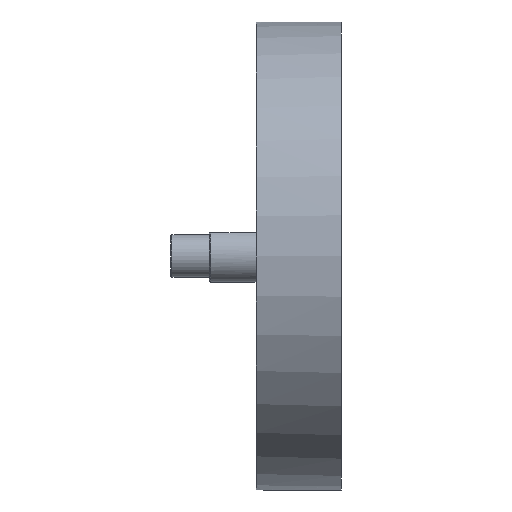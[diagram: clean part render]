
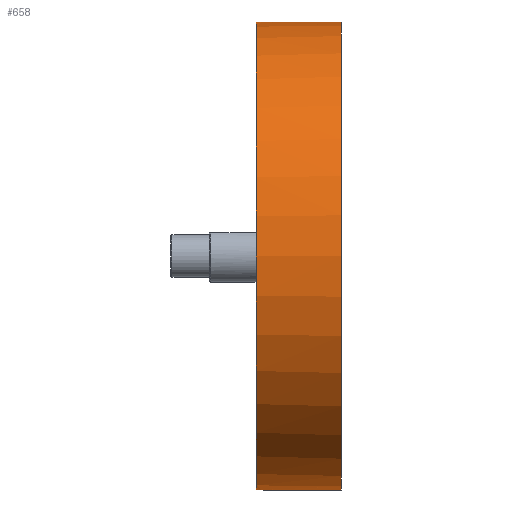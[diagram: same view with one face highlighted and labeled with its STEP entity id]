
A CAD part, left-side view. The second image highlights one B-rep face of the part: STEP entity #658.
In plain terms, the highlighted cylindrical face has radius 34.95 mm (diameter 69.9 mm), a partial arc.
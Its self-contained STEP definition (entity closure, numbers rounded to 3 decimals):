
#20 = EDGE_CURVE ( 'NONE', #241, #1417, #1304, .T. ) ;
#26 = VECTOR ( 'NONE', #1947, 1000. ) ;
#31 = CARTESIAN_POINT ( 'NONE',  ( -0.615, -0.8, 34.945 ) ) ;
#32 = VERTEX_POINT ( 'NONE', #202 ) ;
#58 = CARTESIAN_POINT ( 'NONE',  ( 0., 0., 0. ) ) ;
#145 = ORIENTED_EDGE ( 'NONE', *, *, #1748, .T. ) ;
#167 = DIRECTION ( 'NONE',  ( 0., 0., 1. ) ) ;
#189 = CARTESIAN_POINT ( 'NONE',  ( -0.799, -0.615, 34.941 ) ) ;
#197 = EDGE_CURVE ( 'NONE', #468, #1270, #1819, .T. ) ;
#202 = CARTESIAN_POINT ( 'NONE',  ( -1., 0., 34.936 ) ) ;
#215 = CARTESIAN_POINT ( 'NONE',  ( -0.262, -0.974, 34.949 ) ) ;
#241 = VERTEX_POINT ( 'NONE', #2246 ) ;
#243 = CARTESIAN_POINT ( 'NONE',  ( 0., -12.7, -34.95 ) ) ;
#280 = CARTESIAN_POINT ( 'NONE',  ( 0., -12.7, 34.95 ) ) ;
#411 = DIRECTION ( 'NONE',  ( 0., 1., 0. ) ) ;
#413 = CARTESIAN_POINT ( 'NONE',  ( 0., -1., 34.95 ) ) ;
#438 = CYLINDRICAL_SURFACE ( 'NONE', #545, 34.95 ) ;
#467 = AXIS2_PLACEMENT_3D ( 'NONE', #58, #481, #1641 ) ;
#468 = VERTEX_POINT ( 'NONE', #280 ) ;
#470 = CARTESIAN_POINT ( 'NONE',  ( 0., -12.7, 0. ) ) ;
#474 = CARTESIAN_POINT ( 'NONE',  ( -1., -0.132, 34.936 ) ) ;
#481 = DIRECTION ( 'NONE',  ( 0., 1., 0. ) ) ;
#490 = CARTESIAN_POINT ( 'NONE',  ( 0., -12.7, 34.95 ) ) ;
#494 = CARTESIAN_POINT ( 'NONE',  ( -0.503, -0.874, -34.947 ) ) ;
#545 = AXIS2_PLACEMENT_3D ( 'NONE', #470, #411, #1707 ) ;
#611 = ORIENTED_EDGE ( 'NONE', *, *, #2161, .F. ) ;
#651 = CARTESIAN_POINT ( 'NONE',  ( -1., 0., 34.936 ) ) ;
#658 = ADVANCED_FACE ( 'NONE', ( #689 ), #438, .T. ) ;
#664 = EDGE_CURVE ( 'NONE', #1256, #1417, #2019, .T. ) ;
#689 = FACE_OUTER_BOUND ( 'NONE', #1586, .T. ) ;
#743 = DIRECTION ( 'NONE',  ( 0., 1., 0. ) ) ;
#751 = ORIENTED_EDGE ( 'NONE', *, *, #197, .T. ) ;
#779 = CARTESIAN_POINT ( 'NONE',  ( 0., -1., -34.95 ) ) ;
#827 = CARTESIAN_POINT ( 'NONE',  ( -0.874, -0.504, -34.939 ) ) ;
#1129 = CARTESIAN_POINT ( 'NONE',  ( -0.615, -0.8, -34.945 ) ) ;
#1142 = ORIENTED_EDGE ( 'NONE', *, *, #664, .F. ) ;
#1150 = CARTESIAN_POINT ( 'NONE',  ( 0., -1., -34.95 ) ) ;
#1175 = B_SPLINE_CURVE_WITH_KNOTS ( 'NONE', 3,
 ( #651, #474, #1749, #1492, #189, #31, #1835, #215, #1357, #2306 ),
 .UNSPECIFIED., .F., .F.,
 ( 4, 2, 2, 2, 4 ),
 ( 0., 0., 0.001, 0.001, 0.002 ),
 .UNSPECIFIED. ) ;
#1256 = VERTEX_POINT ( 'NONE', #1987 ) ;
#1270 = VERTEX_POINT ( 'NONE', #413 ) ;
#1304 = B_SPLINE_CURVE_WITH_KNOTS ( 'NONE', 3,
 ( #1433, #1345, #2083, #827, #1788, #1129, #494, #1623, #1979, #1150 ),
 .UNSPECIFIED., .F., .F.,
 ( 4, 2, 2, 2, 4 ),
 ( 0., 0., 0.001, 0.001, 0.002 ),
 .UNSPECIFIED. ) ;
#1345 = CARTESIAN_POINT ( 'NONE',  ( -1., -0.132, -34.936 ) ) ;
#1357 = CARTESIAN_POINT ( 'NONE',  ( -0.13, -1., 34.95 ) ) ;
#1417 = VERTEX_POINT ( 'NONE', #779 ) ;
#1432 = CARTESIAN_POINT ( 'NONE',  ( 0., -12.7, 0. ) ) ;
#1433 = CARTESIAN_POINT ( 'NONE',  ( -1., 0., -34.936 ) ) ;
#1492 = CARTESIAN_POINT ( 'NONE',  ( -0.874, -0.504, 34.939 ) ) ;
#1502 = ORIENTED_EDGE ( 'NONE', *, *, #20, .T. ) ;
#1547 = CIRCLE ( 'NONE', #467, 34.95 ) ;
#1586 = EDGE_LOOP ( 'NONE', ( #1142, #145, #751, #611, #2160, #1502 ) ) ;
#1623 = CARTESIAN_POINT ( 'NONE',  ( -0.262, -0.974, -34.949 ) ) ;
#1641 = DIRECTION ( 'NONE',  ( 0., 0., 1. ) ) ;
#1707 = DIRECTION ( 'NONE',  ( 0., 0., 1. ) ) ;
#1748 = EDGE_CURVE ( 'NONE', #1256, #468, #1894, .T. ) ;
#1749 = CARTESIAN_POINT ( 'NONE',  ( -0.974, -0.262, 34.936 ) ) ;
#1788 = CARTESIAN_POINT ( 'NONE',  ( -0.799, -0.615, -34.941 ) ) ;
#1819 = LINE ( 'NONE', #490, #1876 ) ;
#1835 = CARTESIAN_POINT ( 'NONE',  ( -0.503, -0.874, 34.947 ) ) ;
#1862 = DIRECTION ( 'NONE',  ( 0., 1., 0. ) ) ;
#1876 = VECTOR ( 'NONE', #743, 1000. ) ;
#1894 = CIRCLE ( 'NONE', #2283, 34.95 ) ;
#1947 = DIRECTION ( 'NONE',  ( 0., 1., 0. ) ) ;
#1979 = CARTESIAN_POINT ( 'NONE',  ( -0.13, -1., -34.95 ) ) ;
#1987 = CARTESIAN_POINT ( 'NONE',  ( 0., -12.7, -34.95 ) ) ;
#2019 = LINE ( 'NONE', #243, #26 ) ;
#2083 = CARTESIAN_POINT ( 'NONE',  ( -0.974, -0.262, -34.936 ) ) ;
#2090 = EDGE_CURVE ( 'NONE', #241, #32, #1547, .T. ) ;
#2160 = ORIENTED_EDGE ( 'NONE', *, *, #2090, .F. ) ;
#2161 = EDGE_CURVE ( 'NONE', #32, #1270, #1175, .T. ) ;
#2246 = CARTESIAN_POINT ( 'NONE',  ( -1., 0., -34.936 ) ) ;
#2283 = AXIS2_PLACEMENT_3D ( 'NONE', #1432, #1862, #167 ) ;
#2306 = CARTESIAN_POINT ( 'NONE',  ( 0., -1., 34.95 ) ) ;
